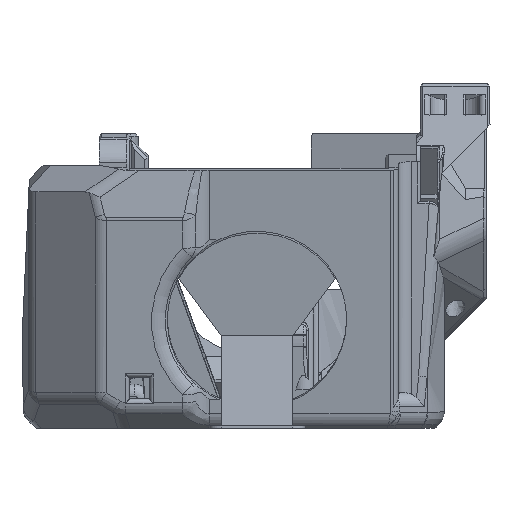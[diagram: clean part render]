
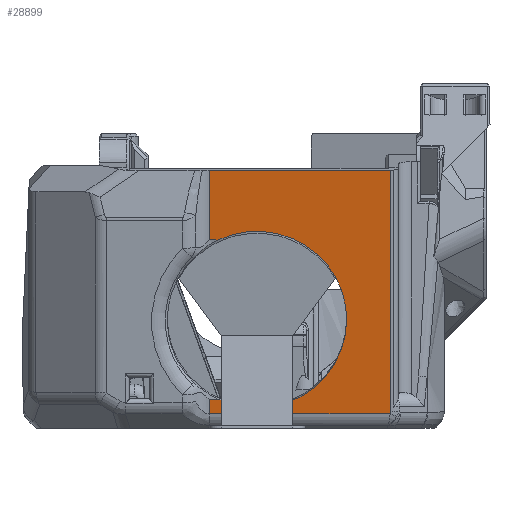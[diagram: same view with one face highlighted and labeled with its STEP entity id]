
A CAD part, left-side view. The second image highlights one B-rep face of the part: STEP entity #28899.
In plain terms, the highlighted planar face has unit normal (-0.985, 0, -0.174).
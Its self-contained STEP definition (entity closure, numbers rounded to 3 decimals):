
#947=B_SPLINE_CURVE_WITH_KNOTS('',3,(#49260,#49261,#49262,#49263),
 .UNSPECIFIED.,.F.,.F.,(4,4),(0.,0.001),.UNSPECIFIED.);
#955=B_SPLINE_CURVE_WITH_KNOTS('',3,(#49412,#49413,#49414,#49415),
 .UNSPECIFIED.,.F.,.F.,(4,4),(0.,0.001),.UNSPECIFIED.);
#2113=CIRCLE('',#31173,14.);
#2654=ELLIPSE('',#31172,1.92,1.);
#7011=ORIENTED_EDGE('',*,*,#14058,.T.);
#7012=ORIENTED_EDGE('',*,*,#14124,.T.);
#7013=ORIENTED_EDGE('',*,*,#14122,.F.);
#7014=ORIENTED_EDGE('',*,*,#14125,.F.);
#7015=ORIENTED_EDGE('',*,*,#14126,.T.);
#7016=ORIENTED_EDGE('',*,*,#14127,.T.);
#7017=ORIENTED_EDGE('',*,*,#14128,.T.);
#7018=ORIENTED_EDGE('',*,*,#14061,.T.);
#7019=ORIENTED_EDGE('',*,*,#14059,.T.);
#14058=EDGE_CURVE('',#17698,#17770,#20177,.T.);
#14059=EDGE_CURVE('',#17771,#17698,#20178,.F.);
#14061=EDGE_CURVE('',#17772,#17771,#947,.T.);
#14122=EDGE_CURVE('',#17813,#17814,#20222,.F.);
#14124=EDGE_CURVE('',#17770,#17814,#2654,.F.);
#14125=EDGE_CURVE('',#17815,#17813,#20223,.T.);
#14126=EDGE_CURVE('',#17815,#17816,#20224,.F.);
#14127=EDGE_CURVE('',#17816,#17817,#955,.F.);
#14128=EDGE_CURVE('',#17817,#17772,#2113,.T.);
#17698=VERTEX_POINT('',#48977);
#17770=VERTEX_POINT('',#49227);
#17771=VERTEX_POINT('',#49231);
#17772=VERTEX_POINT('',#49264);
#17813=VERTEX_POINT('',#49402);
#17814=VERTEX_POINT('',#49404);
#17815=VERTEX_POINT('',#49409);
#17816=VERTEX_POINT('',#49411);
#17817=VERTEX_POINT('',#49416);
#20177=LINE('',#49228,#22614);
#20178=LINE('',#49230,#22615);
#20222=LINE('',#49403,#22659);
#20223=LINE('',#49408,#22660);
#20224=LINE('',#49410,#22661);
#22614=VECTOR('',#36186,1000.);
#22615=VECTOR('',#36189,1000.);
#22659=VECTOR('',#36281,1000.);
#22660=VECTOR('',#36288,1000.);
#22661=VECTOR('',#36289,1000.);
#24467=EDGE_LOOP('',(#7011,#7012,#7013,#7014,#7015,#7016,#7017,#7018,#7019));
#26274=FACE_BOUND('',#24467,.T.);
#27708=PLANE('',#31171);
#28899=ADVANCED_FACE('',(#26274),#27708,.F.);
#31171=AXIS2_PLACEMENT_3D('',#49406,#36284,#36285);
#31172=AXIS2_PLACEMENT_3D('',#49407,#36286,#36287);
#31173=AXIS2_PLACEMENT_3D('',#49417,#36290,#36291);
#36186=DIRECTION('',(0.,-1.,0.));
#36189=DIRECTION('',(-0.174,0.,0.985));
#36281=DIRECTION('',(-0.174,0.,0.985));
#36284=DIRECTION('',(0.985,0.,0.174));
#36285=DIRECTION('',(-0.174,0.,0.985));
#36286=DIRECTION('',(0.985,0.,0.174));
#36287=DIRECTION('',(0.126,-0.686,-0.716));
#36288=DIRECTION('',(0.,-1.,0.));
#36289=DIRECTION('',(-0.174,0.,0.985));
#36290=DIRECTION('',(0.985,0.,0.174));
#36291=DIRECTION('',(-0.174,0.,0.985));
#48977=CARTESIAN_POINT('',(-27.864,12.27,2.262));
#49227=CARTESIAN_POINT('',(-27.864,-15.951,2.262));
#49228=CARTESIAN_POINT('',(-27.864,-14.655,2.262));
#49230=CARTESIAN_POINT('',(-31.185,12.27,21.099));
#49231=CARTESIAN_POINT('',(-28.255,12.27,4.482));
#49260=CARTESIAN_POINT('',(-28.27,10.952,4.562));
#49261=CARTESIAN_POINT('',(-28.27,11.393,4.564));
#49262=CARTESIAN_POINT('',(-28.265,11.833,4.537));
#49263=CARTESIAN_POINT('',(-28.255,12.27,4.482));
#49264=CARTESIAN_POINT('',(-28.27,10.952,4.562));
#49402=CARTESIAN_POINT('',(-34.572,-16.002,40.304));
#49403=CARTESIAN_POINT('',(-7.663,-16.002,-112.301));
#49404=CARTESIAN_POINT('',(-27.916,-16.002,2.558));
#49406=CARTESIAN_POINT('',(-31.185,24.853,21.099));
#49407=CARTESIAN_POINT('',(-28.071,-14.497,3.435));
#49408=CARTESIAN_POINT('',(-34.572,24.853,40.304));
#49409=CARTESIAN_POINT('',(-34.572,12.27,40.304));
#49410=CARTESIAN_POINT('',(-31.185,12.27,21.099));
#49411=CARTESIAN_POINT('',(-32.66,12.27,29.463));
#49412=CARTESIAN_POINT('',(-32.646,10.952,29.383));
#49413=CARTESIAN_POINT('',(-32.646,11.393,29.381));
#49414=CARTESIAN_POINT('',(-32.651,11.833,29.409));
#49415=CARTESIAN_POINT('',(-32.66,12.27,29.463));
#49416=CARTESIAN_POINT('',(-32.646,10.952,29.383));
#49417=CARTESIAN_POINT('',(-30.458,4.853,16.973));
